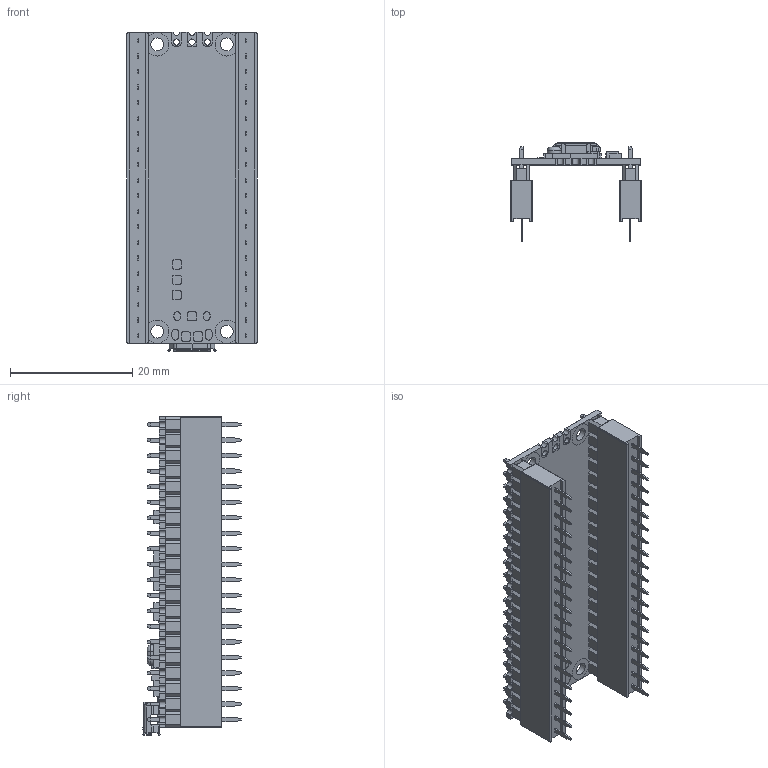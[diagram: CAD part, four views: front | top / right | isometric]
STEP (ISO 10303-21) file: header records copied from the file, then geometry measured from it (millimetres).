
FILE_DESCRIPTION(/* description */ (''),/* implementation_level */ '2;1');
FILE_NAME(/* name */ 'RPi Pico w_headers.step',/* time_stamp */ '2022-07-07T14:43:42-04:00',/* author */ (''),/* organization */ (''),/* preprocessor_version */ 'ST-DEVELOPER v19',/* originating_system */ 'Autodesk Translation Framework v11.7.0.108',/* authorisation */ '');
FILE_SCHEMA (('AUTOMOTIVE_DESIGN { 1 0 10303 214 3 1 1 }'));
Products named in the file (7): SC0915_v2; Component2; 20 pin female header; 2.54 mm DUPONT MALE PIN HEADER, CONFIGURABLE, 1X16 v1; 2.54 mm DUPONT MALE PIN HEADER, CONFIGURABLE, 1X16 v1_1; BASE, 2; PIN, 2
Assembly tree (39 placements, depth 3):
  SC0915_v2
    Component2
      20 pin female header  x2
    2.54 mm DUPONT MALE PIN HEADER, CONFIGURABLE, 1X16 v1
      BASE, 2
      PIN, 2  x16
    2.54 mm DUPONT MALE PIN HEADER, CONFIGURABLE, 1X16 v1_1
      BASE, 2
      PIN, 2  x16
Bounding box: 21.34 x 16.13 x 52.3 mm (x, y, z)
Volume: 4037.3 mm3; surface area: 8845.1 mm2
Topology: 142 solids, 142 shells, 3175 faces, 7736 edges, 4914 vertices
Faces by surface type: plane 2724, cylinder 433, sphere 8, torus 6, bspline 2, cone 2
Full cylindrical faces by diameter (mm): 1 x43, 2.1 x4, 3.8 x8
Entity records: 66055 total; most frequent: CARTESIAN_POINT 11497, ORIENTED_EDGE 11072, DIRECTION 10930, EDGE_CURVE 5536, LINE 4648, VECTOR 4648, VERTEX_POINT 3562, AXIS2_PLACEMENT_3D 3141
